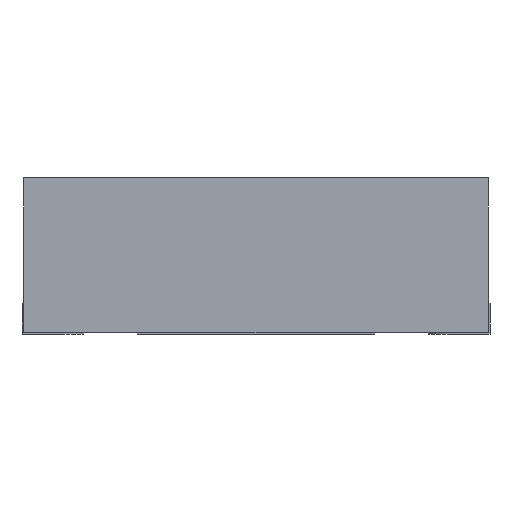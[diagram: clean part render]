
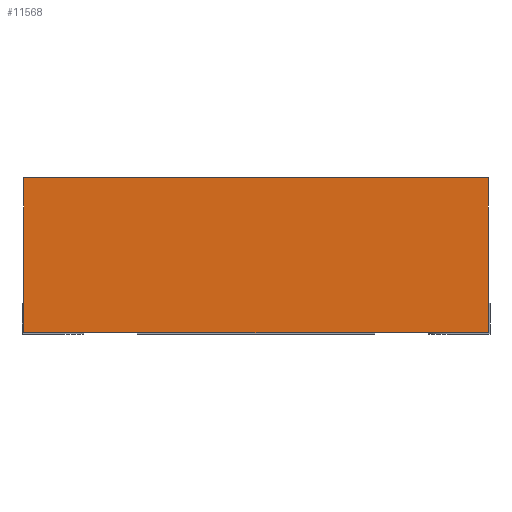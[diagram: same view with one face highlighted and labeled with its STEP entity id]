
A CAD part, front view. The second image highlights one B-rep face of the part: STEP entity #11568.
In plain terms, the highlighted planar face has unit normal (0, -1, 0).
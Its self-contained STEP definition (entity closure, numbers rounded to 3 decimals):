
#295 = LINE ( 'NONE', #15354, #8578 ) ;
#376 = CARTESIAN_POINT ( 'NONE',  ( 1.5, -1.5, 1.01 ) ) ;
#704 = EDGE_CURVE ( 'NONE', #15686, #17316, #21479, .T. ) ;
#2075 = FACE_OUTER_BOUND ( 'NONE', #7368, .T. ) ;
#2274 = ORIENTED_EDGE ( 'NONE', *, *, #4087, .T. ) ;
#3609 = DIRECTION ( 'NONE',  ( 1., 0., 0. ) ) ;
#3745 = PLANE ( 'NONE',  #10503 ) ;
#4087 = EDGE_CURVE ( 'NONE', #14626, #7309, #9854, .T. ) ;
#5026 = CARTESIAN_POINT ( 'NONE',  ( 1.5, -1.5, 0.01 ) ) ;
#7309 = VERTEX_POINT ( 'NONE', #21752 ) ;
#7368 = EDGE_LOOP ( 'NONE', ( #20131, #14983, #11801, #2274 ) ) ;
#7866 = EDGE_CURVE ( 'NONE', #7309, #17316, #295, .T. ) ;
#8512 = CARTESIAN_POINT ( 'NONE',  ( -1.5, -1.5, 1.01 ) ) ;
#8578 = VECTOR ( 'NONE', #20653, 1000. ) ;
#9065 = CARTESIAN_POINT ( 'NONE',  ( -1.5, -1.5, 1.01 ) ) ;
#9645 = CARTESIAN_POINT ( 'NONE',  ( -1.5, -1.5, 1.01 ) ) ;
#9854 = LINE ( 'NONE', #9645, #11329 ) ;
#10503 = AXIS2_PLACEMENT_3D ( 'NONE', #9065, #12338, #15673 ) ;
#11319 = LINE ( 'NONE', #18089, #17018 ) ;
#11329 = VECTOR ( 'NONE', #16572, 1000. ) ;
#11568 = ADVANCED_FACE ( 'NONE', ( #2075 ), #3745, .F. ) ;
#11801 = ORIENTED_EDGE ( 'NONE', *, *, #17820, .F. ) ;
#12338 = DIRECTION ( 'NONE',  ( 0., 1., 0. ) ) ;
#14626 = VERTEX_POINT ( 'NONE', #8512 ) ;
#14983 = ORIENTED_EDGE ( 'NONE', *, *, #704, .F. ) ;
#15354 = CARTESIAN_POINT ( 'NONE',  ( -1.5, -1.5, 0.01 ) ) ;
#15673 = DIRECTION ( 'NONE',  ( 0., 0., 1. ) ) ;
#15686 = VERTEX_POINT ( 'NONE', #376 ) ;
#15941 = DIRECTION ( 'NONE',  ( 0., 0., -1. ) ) ;
#16572 = DIRECTION ( 'NONE',  ( 0., 0., -1. ) ) ;
#17018 = VECTOR ( 'NONE', #3609, 1000. ) ;
#17316 = VERTEX_POINT ( 'NONE', #5026 ) ;
#17820 = EDGE_CURVE ( 'NONE', #14626, #15686, #11319, .T. ) ;
#17932 = CARTESIAN_POINT ( 'NONE',  ( 1.5, -1.5, 1.01 ) ) ;
#18089 = CARTESIAN_POINT ( 'NONE',  ( -1.5, -1.5, 1.01 ) ) ;
#20131 = ORIENTED_EDGE ( 'NONE', *, *, #7866, .T. ) ;
#20653 = DIRECTION ( 'NONE',  ( 1., 0., 0. ) ) ;
#21479 = LINE ( 'NONE', #17932, #21844 ) ;
#21752 = CARTESIAN_POINT ( 'NONE',  ( -1.5, -1.5, 0.01 ) ) ;
#21844 = VECTOR ( 'NONE', #15941, 1000. ) ;
